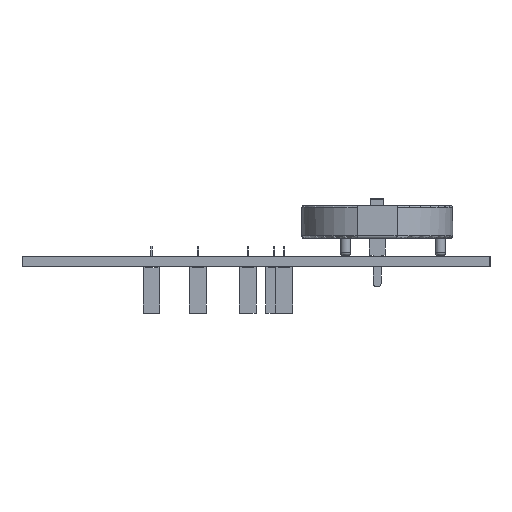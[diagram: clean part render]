
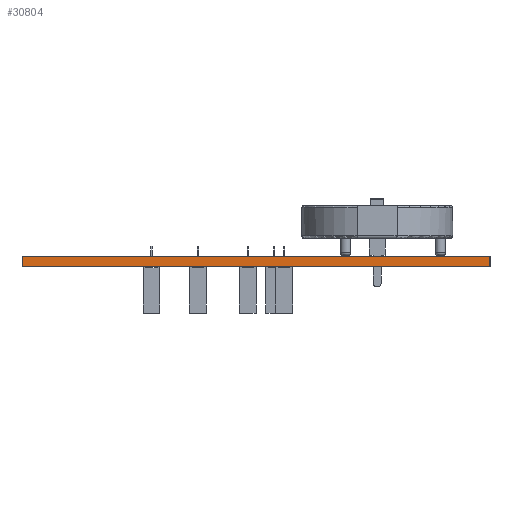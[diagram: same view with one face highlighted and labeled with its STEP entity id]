
A CAD part, left-side view. The second image highlights one B-rep face of the part: STEP entity #30804.
In plain terms, the highlighted planar face has unit normal (-1, 0, 0).
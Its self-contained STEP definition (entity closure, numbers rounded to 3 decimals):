
#30804 = ADVANCED_FACE('',(#30805),#30819,.F.);
#30805 = FACE_BOUND('',#30806,.F.);
#30806 = EDGE_LOOP('',(#30807,#30842,#30870,#30898));
#30807 = ORIENTED_EDGE('',*,*,#30808,.T.);
#30808 = EDGE_CURVE('',#30809,#30811,#30813,.T.);
#30809 = VERTEX_POINT('',#30810);
#30810 = CARTESIAN_POINT('',(38.5,-26.5,0.));
#30811 = VERTEX_POINT('',#30812);
#30812 = CARTESIAN_POINT('',(38.5,-26.5,1.6));
#30813 = SURFACE_CURVE('',#30814,(#30818,#30830),.PCURVE_S1.);
#30814 = LINE('',#30815,#30816);
#30815 = CARTESIAN_POINT('',(38.5,-26.5,0.));
#30816 = VECTOR('',#30817,1.);
#30817 = DIRECTION('',(0.,0.,1.));
#30818 = PCURVE('',#30819,#30824);
#30819 = PLANE('',#30820);
#30820 = AXIS2_PLACEMENT_3D('',#30821,#30822,#30823);
#30821 = CARTESIAN_POINT('',(38.5,-26.5,0.));
#30822 = DIRECTION('',(1.,0.,-0.));
#30823 = DIRECTION('',(0.,-1.,0.));
#30824 = DEFINITIONAL_REPRESENTATION('',(#30825),#30829);
#30825 = LINE('',#30826,#30827);
#30826 = CARTESIAN_POINT('',(0.,0.));
#30827 = VECTOR('',#30828,1.);
#30828 = DIRECTION('',(0.,-1.));
#30829 = ( GEOMETRIC_REPRESENTATION_CONTEXT(2) 
PARAMETRIC_REPRESENTATION_CONTEXT() REPRESENTATION_CONTEXT('2D SPACE',''
  ) );
#30830 = PCURVE('',#30831,#30836);
#30831 = PLANE('',#30832);
#30832 = AXIS2_PLACEMENT_3D('',#30833,#30834,#30835);
#30833 = CARTESIAN_POINT('',(128.5,-26.5,0.));
#30834 = DIRECTION('',(0.,-1.,0.));
#30835 = DIRECTION('',(-1.,0.,0.));
#30836 = DEFINITIONAL_REPRESENTATION('',(#30837),#30841);
#30837 = LINE('',#30838,#30839);
#30838 = CARTESIAN_POINT('',(90.,0.));
#30839 = VECTOR('',#30840,1.);
#30840 = DIRECTION('',(0.,-1.));
#30841 = ( GEOMETRIC_REPRESENTATION_CONTEXT(2) 
PARAMETRIC_REPRESENTATION_CONTEXT() REPRESENTATION_CONTEXT('2D SPACE',''
  ) );
#30842 = ORIENTED_EDGE('',*,*,#30843,.T.);
#30843 = EDGE_CURVE('',#30811,#30844,#30846,.T.);
#30844 = VERTEX_POINT('',#30845);
#30845 = CARTESIAN_POINT('',(38.5,-97.,1.6));
#30846 = SURFACE_CURVE('',#30847,(#30851,#30858),.PCURVE_S1.);
#30847 = LINE('',#30848,#30849);
#30848 = CARTESIAN_POINT('',(38.5,-26.5,1.6));
#30849 = VECTOR('',#30850,1.);
#30850 = DIRECTION('',(0.,-1.,0.));
#30851 = PCURVE('',#30819,#30852);
#30852 = DEFINITIONAL_REPRESENTATION('',(#30853),#30857);
#30853 = LINE('',#30854,#30855);
#30854 = CARTESIAN_POINT('',(0.,-1.6));
#30855 = VECTOR('',#30856,1.);
#30856 = DIRECTION('',(1.,0.));
#30857 = ( GEOMETRIC_REPRESENTATION_CONTEXT(2) 
PARAMETRIC_REPRESENTATION_CONTEXT() REPRESENTATION_CONTEXT('2D SPACE',''
  ) );
#30858 = PCURVE('',#30859,#30864);
#30859 = PLANE('',#30860);
#30860 = AXIS2_PLACEMENT_3D('',#30861,#30862,#30863);
#30861 = CARTESIAN_POINT('',(83.5,-61.75,1.6));
#30862 = DIRECTION('',(0.,0.,1.));
#30863 = DIRECTION('',(1.,0.,-0.));
#30864 = DEFINITIONAL_REPRESENTATION('',(#30865),#30869);
#30865 = LINE('',#30866,#30867);
#30866 = CARTESIAN_POINT('',(-45.,35.25));
#30867 = VECTOR('',#30868,1.);
#30868 = DIRECTION('',(0.,-1.));
#30869 = ( GEOMETRIC_REPRESENTATION_CONTEXT(2) 
PARAMETRIC_REPRESENTATION_CONTEXT() REPRESENTATION_CONTEXT('2D SPACE',''
  ) );
#30870 = ORIENTED_EDGE('',*,*,#30871,.F.);
#30871 = EDGE_CURVE('',#30872,#30844,#30874,.T.);
#30872 = VERTEX_POINT('',#30873);
#30873 = CARTESIAN_POINT('',(38.5,-97.,0.));
#30874 = SURFACE_CURVE('',#30875,(#30879,#30886),.PCURVE_S1.);
#30875 = LINE('',#30876,#30877);
#30876 = CARTESIAN_POINT('',(38.5,-97.,0.));
#30877 = VECTOR('',#30878,1.);
#30878 = DIRECTION('',(0.,0.,1.));
#30879 = PCURVE('',#30819,#30880);
#30880 = DEFINITIONAL_REPRESENTATION('',(#30881),#30885);
#30881 = LINE('',#30882,#30883);
#30882 = CARTESIAN_POINT('',(70.5,0.));
#30883 = VECTOR('',#30884,1.);
#30884 = DIRECTION('',(0.,-1.));
#30885 = ( GEOMETRIC_REPRESENTATION_CONTEXT(2) 
PARAMETRIC_REPRESENTATION_CONTEXT() REPRESENTATION_CONTEXT('2D SPACE',''
  ) );
#30886 = PCURVE('',#30887,#30892);
#30887 = PLANE('',#30888);
#30888 = AXIS2_PLACEMENT_3D('',#30889,#30890,#30891);
#30889 = CARTESIAN_POINT('',(38.5,-97.,0.));
#30890 = DIRECTION('',(0.,1.,0.));
#30891 = DIRECTION('',(1.,0.,0.));
#30892 = DEFINITIONAL_REPRESENTATION('',(#30893),#30897);
#30893 = LINE('',#30894,#30895);
#30894 = CARTESIAN_POINT('',(0.,0.));
#30895 = VECTOR('',#30896,1.);
#30896 = DIRECTION('',(0.,-1.));
#30897 = ( GEOMETRIC_REPRESENTATION_CONTEXT(2) 
PARAMETRIC_REPRESENTATION_CONTEXT() REPRESENTATION_CONTEXT('2D SPACE',''
  ) );
#30898 = ORIENTED_EDGE('',*,*,#30899,.F.);
#30899 = EDGE_CURVE('',#30809,#30872,#30900,.T.);
#30900 = SURFACE_CURVE('',#30901,(#30905,#30912),.PCURVE_S1.);
#30901 = LINE('',#30902,#30903);
#30902 = CARTESIAN_POINT('',(38.5,-26.5,0.));
#30903 = VECTOR('',#30904,1.);
#30904 = DIRECTION('',(0.,-1.,0.));
#30905 = PCURVE('',#30819,#30906);
#30906 = DEFINITIONAL_REPRESENTATION('',(#30907),#30911);
#30907 = LINE('',#30908,#30909);
#30908 = CARTESIAN_POINT('',(0.,0.));
#30909 = VECTOR('',#30910,1.);
#30910 = DIRECTION('',(1.,0.));
#30911 = ( GEOMETRIC_REPRESENTATION_CONTEXT(2) 
PARAMETRIC_REPRESENTATION_CONTEXT() REPRESENTATION_CONTEXT('2D SPACE',''
  ) );
#30912 = PCURVE('',#30913,#30918);
#30913 = PLANE('',#30914);
#30914 = AXIS2_PLACEMENT_3D('',#30915,#30916,#30917);
#30915 = CARTESIAN_POINT('',(83.5,-61.75,0.));
#30916 = DIRECTION('',(0.,0.,1.));
#30917 = DIRECTION('',(1.,0.,-0.));
#30918 = DEFINITIONAL_REPRESENTATION('',(#30919),#30923);
#30919 = LINE('',#30920,#30921);
#30920 = CARTESIAN_POINT('',(-45.,35.25));
#30921 = VECTOR('',#30922,1.);
#30922 = DIRECTION('',(0.,-1.));
#30923 = ( GEOMETRIC_REPRESENTATION_CONTEXT(2) 
PARAMETRIC_REPRESENTATION_CONTEXT() REPRESENTATION_CONTEXT('2D SPACE',''
  ) );
